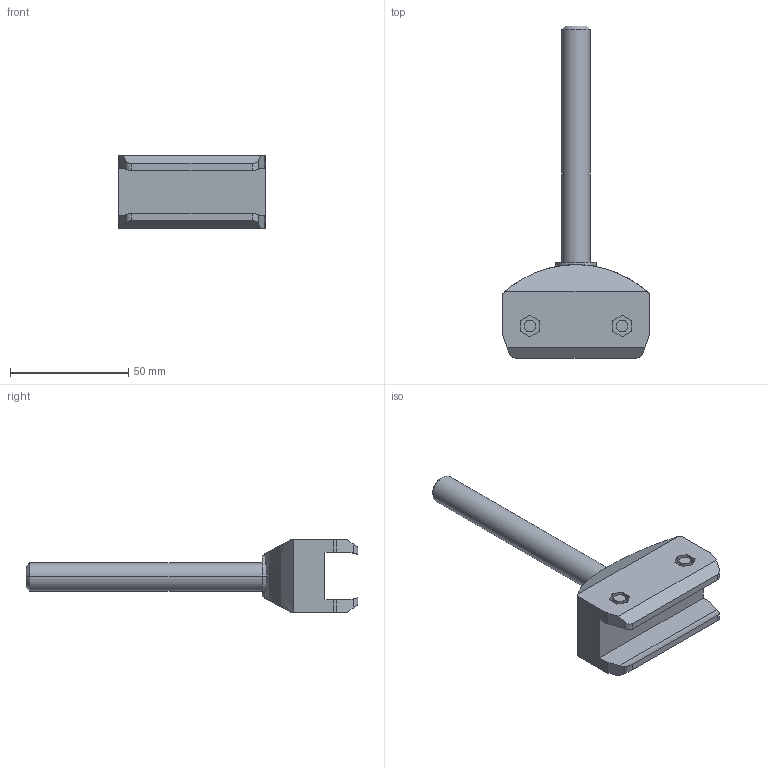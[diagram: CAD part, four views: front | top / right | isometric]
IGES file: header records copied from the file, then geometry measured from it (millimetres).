
Start section:  PTC IGES file: s023663931.igs
Global section: file name: s023663931.igs; native system: Pro/ENGINEER by Parametric Technology Corporation; preprocessor: 2006460; author: Andrea.Castagnoli; organization: Unknown; date: 20070312.164135; units: millimetre
Bounding box: 62.09 x 140.5 x 31 mm (x, y, z)
Volume: 58521.4 mm3; surface area: 15398.4 mm2
Topology: 1 solids, 2 shells, 80 faces, 196 edges, 130 vertices
Faces by surface type: bspline 52, revolution 28
